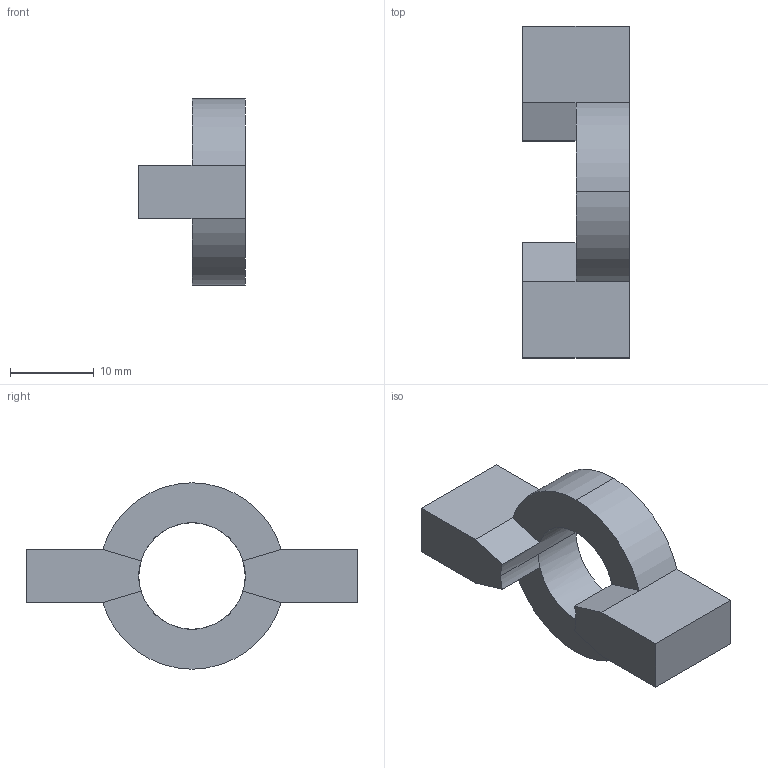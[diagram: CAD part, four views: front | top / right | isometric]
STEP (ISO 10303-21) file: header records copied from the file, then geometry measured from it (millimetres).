
FILE_DESCRIPTION(('produced by SPATIAL CORP'),'2;1');
FILE_NAME('hfx-20.prt.hh.sat.stp','2002-04-19T13:33:58+00:00',('SPATIAL CORP'),('SPATIAL CORP'), 'ACIS STEP Husk','http://www.spatial.com','SPATIAL CORP');
FILE_SCHEMA(('CONFIG_CONTROL_DESIGN'));
Length unit declared in the file: millimetre
Products named in the file (1): PRODUCT_ID_1
Bounding box: 12.7 x 39.59 x 22.23 mm (x, y, z)
Volume: 3389.9 mm3; surface area: 2155.4 mm2
Topology: 1 solids, 1 shells, 23 faces, 60 edges, 38 vertices
Faces by surface type: plane 15, cylinder 8
Entity records: 743 total; most frequent: ORIENTED_EDGE 120, CARTESIAN_POINT 111, DIRECTION 104, EDGE_CURVE 60, VECTOR 42, LINE 42, VERTEX_POINT 38, AXIS2_PLACEMENT_3D 31
